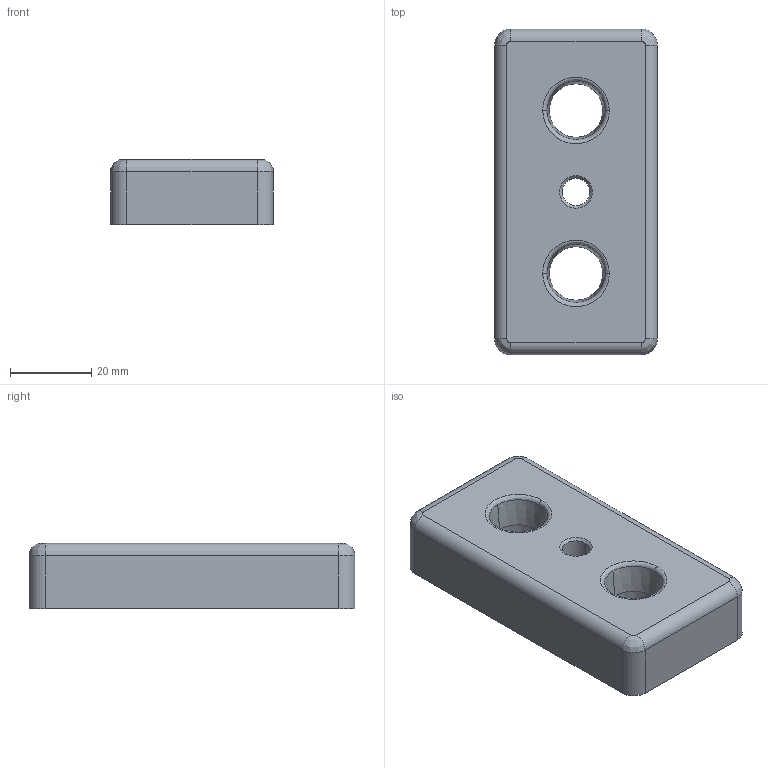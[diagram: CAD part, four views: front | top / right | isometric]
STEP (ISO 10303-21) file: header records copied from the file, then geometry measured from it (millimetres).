
FILE_DESCRIPTION (( 'STEP AP214' ), '1' );
FILE_NAME ('093t40800812r.STEP', '2014-09-05T11:03:55', ( '' ), ( '' ), 'SwSTEP 2.0', 'SolidWorks 2014', '' );
FILE_SCHEMA (( 'AUTOMOTIVE_DESIGN' ));
Length unit declared in the file: millimetre
Products named in the file (1): 093t40800812r
Bounding box: 40 x 80 x 16 mm (x, y, z)
Volume: 34324.6 mm3; surface area: 15174.5 mm2
Topology: 1 solids, 1 shells, 299 faces, 675 edges, 372 vertices
Faces by surface type: bspline 125, cylinder 120, plane 44, cone 10
Entity records: 13808 total; most frequent: CARTESIAN_POINT 4324, ORIENTED_EDGE 1318, DIRECTION 1294, EDGE_CURVE 659, AXIS2_PLACEMENT_3D 534, VERTEX_POINT 372, CIRCLE 359, EDGE_LOOP 315
